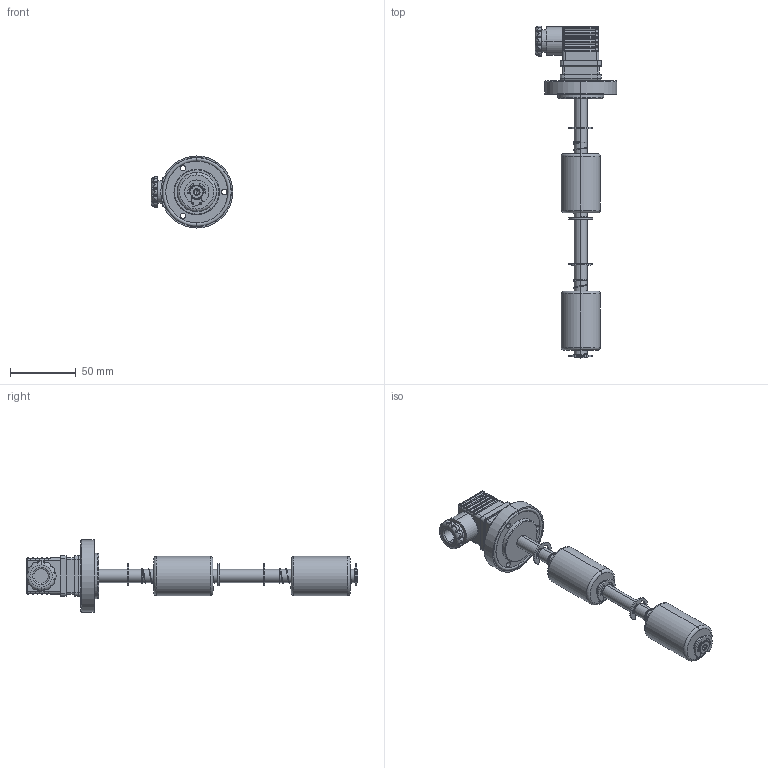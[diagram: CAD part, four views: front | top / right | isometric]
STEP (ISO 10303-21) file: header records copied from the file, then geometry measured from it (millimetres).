
FILE_DESCRIPTION (( 'STEP AP214' ), '1' );
FILE_NAME ('P300.STEP', '2020-02-13T09:26:48', ( '' ), ( '' ), 'SwSTEP 2.0', 'SolidWorks 2019', '' );
FILE_SCHEMA (( 'AUTOMOTIVE_DESIGN' ));
Length unit declared in the file: millimetre
Products named in the file (1): P300
Bounding box: 62.25 x 253.45 x 55 mm (x, y, z)
Surface area: 41583.5 mm2 (no closed solid volume)
Topology: 0 solids, 28 shells, 568 faces, 1648 edges, 1059 vertices
Faces by surface type: cylinder 275, plane 159, torus 56, bspline 56, cone 12, sphere 10
Entity records: 42200 total; most frequent: CARTESIAN_POINT 21510, DIRECTION 3074, ORIENTED_EDGE 2841, EDGE_CURVE 1642, AXIS2_PLACEMENT_3D 1223, VERTEX_POINT 1059, CIRCLE 710, LINE 628
